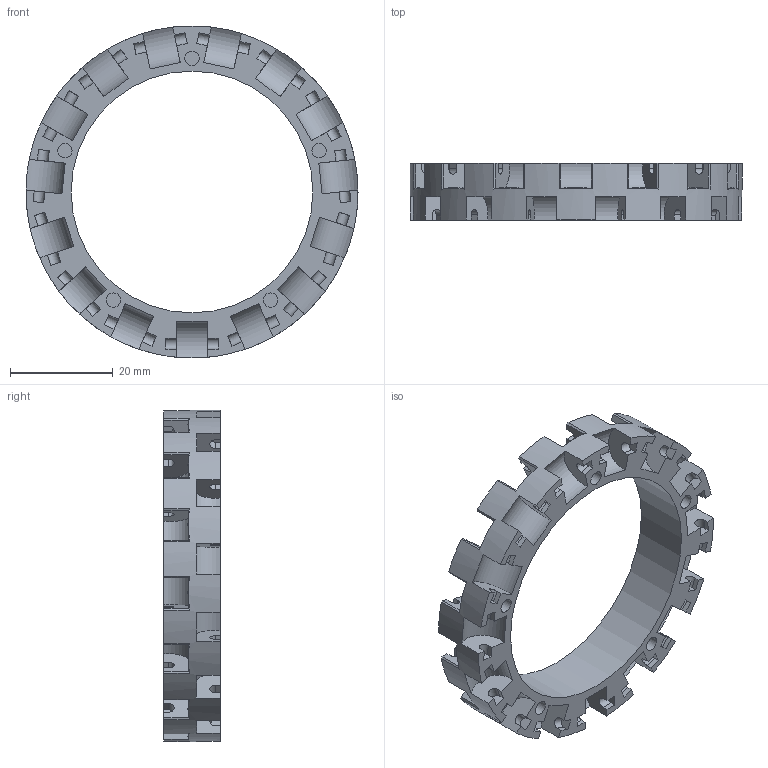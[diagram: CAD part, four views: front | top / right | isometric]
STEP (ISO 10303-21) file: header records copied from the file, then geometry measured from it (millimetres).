
FILE_DESCRIPTION(/* description */ (''),/* implementation_level */ '2;1');
FILE_NAME(/* name */ 'wheel_chassis.step',/* time_stamp */ '2023-09-20T11:08:08+10:00',/* author */ (''),/* organization */ (''),/* preprocessor_version */ 'ST-DEVELOPER v20',/* originating_system */ 'Autodesk Translation Framework v12.14.0.127',/* authorisation */ '');
FILE_SCHEMA (('AUTOMOTIVE_DESIGN { 1 0 10303 214 3 1 1 }'));
Length unit declared in the file: millimetre
Products named in the file (1): Wheel chassis
Bounding box: 64.56 x 11 x 64.56 mm (x, y, z)
Volume: 9896.6 mm3; surface area: 9644.1 mm2
Topology: 1 solids, 1 shells, 399 faces, 1191 edges, 804 vertices
Faces by surface type: plane 282, cylinder 102, bspline 15
Full cylindrical faces by diameter (mm): 2.8 x10, 47 x1, 64.56 x1
Entity records: 14008 total; most frequent: CARTESIAN_POINT 3206, ORIENTED_EDGE 2382, DIRECTION 2118, EDGE_CURVE 1191, LINE 822, VECTOR 822, VERTEX_POINT 804, AXIS2_PLACEMENT_3D 648
